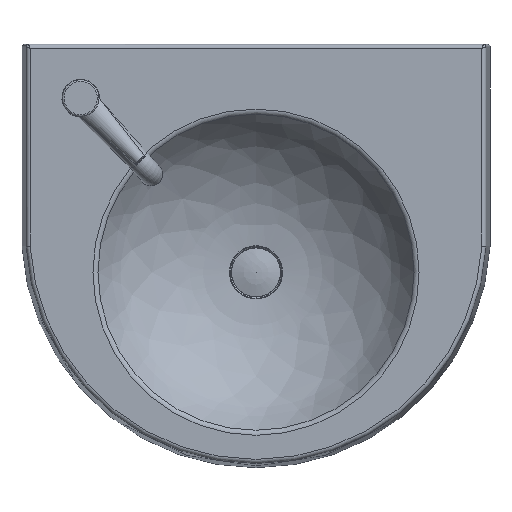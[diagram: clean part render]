
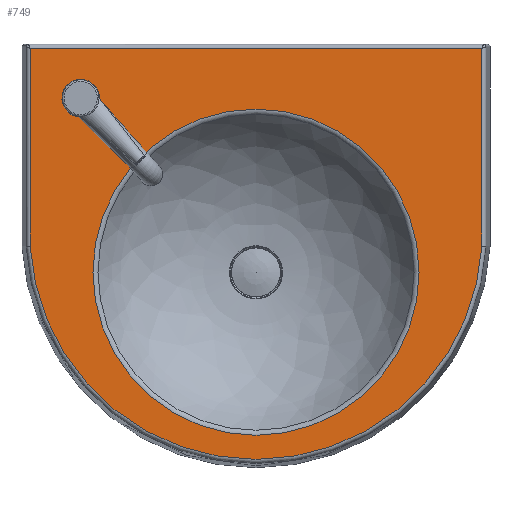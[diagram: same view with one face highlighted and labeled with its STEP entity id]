
A CAD part, top view. The second image highlights one B-rep face of the part: STEP entity #749.
In plain terms, the highlighted planar face has unit normal (0, 0, 1).
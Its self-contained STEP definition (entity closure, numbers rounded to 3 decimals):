
#683=CARTESIAN_POINT('',(0.,-79.648,100.0));
#684=VERTEX_POINT('',#683);
#685=CARTESIAN_POINT('',(0.,-280.0,100.0));
#686=DIRECTION('',(0.0,0.0,1.0));
#687=DIRECTION('',(0.0,-1.0,0.0));
#688=AXIS2_PLACEMENT_3D('',#685,#686,#687);
#689=CIRCLE('',#688,200.352);
#690=EDGE_CURVE('',#684,#684,#689,.T.);
#695=CARTESIAN_POINT('',(0.,-213.336,100.0));
#696=DIRECTION('',(0.0,0.0,1.0));
#697=DIRECTION('',(1.0,0.0,0.0));
#698=AXIS2_PLACEMENT_3D('',#695,#696,#697);
#699=PLANE('',#698);
#700=CARTESIAN_POINT('',(-277.514,-5.0,100.0));
#701=VERTEX_POINT('',#700);
#702=CARTESIAN_POINT('',(277.514,-5.0,100.0));
#703=VERTEX_POINT('',#702);
#704=CARTESIAN_POINT('',(-277.514,-5.0,100.0));
#705=DIRECTION('',(1.0,0.0,0.0));
#706=VECTOR('',#705,555.029);
#707=LINE('',#704,#706);
#708=EDGE_CURVE('',#701,#703,#707,.T.);
#709=ORIENTED_EDGE('',*,*,#708,.F.);
#710=CARTESIAN_POINT('',(-277.514,-247.856,100.0));
#711=VERTEX_POINT('',#710);
#712=CARTESIAN_POINT('',(-277.514,-247.856,100.0));
#713=DIRECTION('',(0.0,1.0,0.0));
#714=VECTOR('',#713,242.856);
#715=LINE('',#712,#714);
#716=EDGE_CURVE('',#711,#701,#715,.T.);
#717=ORIENTED_EDGE('',*,*,#716,.F.);
#718=CARTESIAN_POINT('',(277.514,-247.856,100.0));
#719=VERTEX_POINT('',#718);
#720=CARTESIAN_POINT('',(0.,-232.05,100.0));
#721=DIRECTION('',(0.0,0.0,-1.0));
#722=DIRECTION('',(0.0,-1.0,0.0));
#723=AXIS2_PLACEMENT_3D('',#720,#721,#722);
#724=CIRCLE('',#723,277.964);
#725=EDGE_CURVE('',#719,#711,#724,.T.);
#726=ORIENTED_EDGE('',*,*,#725,.F.);
#727=CARTESIAN_POINT('',(277.514,-5.0,100.0));
#728=DIRECTION('',(0.0,-1.0,0.0));
#729=VECTOR('',#728,242.856);
#730=LINE('',#727,#729);
#731=EDGE_CURVE('',#703,#719,#730,.T.);
#732=ORIENTED_EDGE('',*,*,#731,.F.);
#733=EDGE_LOOP('',(#709,#717,#726,#732));
#734=FACE_OUTER_BOUND('',#733,.T.);
#735=CARTESIAN_POINT('',(-195.924,-66.3,100.0));
#736=VERTEX_POINT('',#735);
#737=CARTESIAN_POINT('',(-215.424,-66.3,100.0));
#738=DIRECTION('',(0.0,0.0,1.0));
#739=DIRECTION('',(-1.0,0.0,0.0));
#740=AXIS2_PLACEMENT_3D('',#737,#738,#739);
#741=CIRCLE('',#740,19.5);
#742=EDGE_CURVE('',#736,#736,#741,.T.);
#743=ORIENTED_EDGE('',*,*,#742,.F.);
#744=EDGE_LOOP('',(#743));
#745=FACE_BOUND('',#744,.T.);
#746=ORIENTED_EDGE('',*,*,#690,.F.);
#747=EDGE_LOOP('',(#746));
#748=FACE_BOUND('',#747,.T.);
#749=ADVANCED_FACE('',(#734,#745,#748),#699,.T.);
